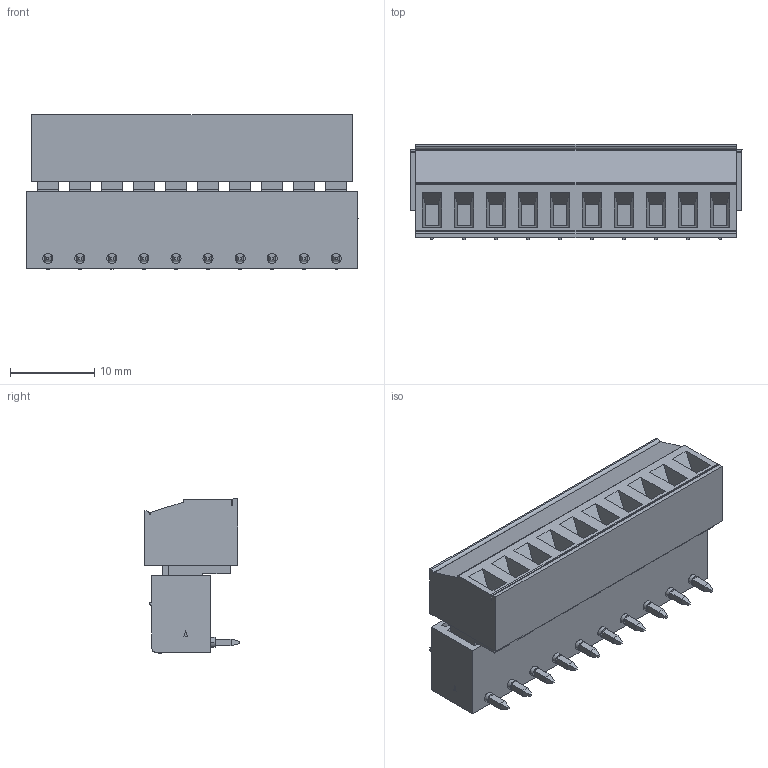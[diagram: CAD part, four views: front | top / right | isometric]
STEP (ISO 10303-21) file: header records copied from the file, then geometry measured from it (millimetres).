
FILE_DESCRIPTION (( 'STEP AP214' ), '1' );
FILE_NAME ('6FA5BFDF-F3EC-4EA0-A11F-93D37D246CFB.STEP', '2024-11-05T13:33:12', ( '' ), ( '' ), 'SwSTEP 2.0', 'SolidWorks 2022', '' );
FILE_SCHEMA (( 'AUTOMOTIVE_DESIGN' ));
Length unit declared in the file: millimetre
Products named in the file (1): 6FA5BFDF-F3EC-4EA0-A11F-93D37D246CFB
Bounding box: 39.49 x 11.28 x 18.4 mm (x, y, z)
Volume: 4935.9 mm3; surface area: 7165.4 mm2
Topology: 2 solids, 2 shells, 1133 faces, 2828 edges, 1832 vertices
Faces by surface type: plane 916, cylinder 197, cone 10, sphere 10
Entity records: 45562 total; most frequent: CARTESIAN_POINT 5804, ORIENTED_EDGE 5596, DIRECTION 5510, EDGE_CURVE 2798, VECTOR 2314, LINE 2314, VERTEX_POINT 1812, AXIS2_PLACEMENT_3D 1598
